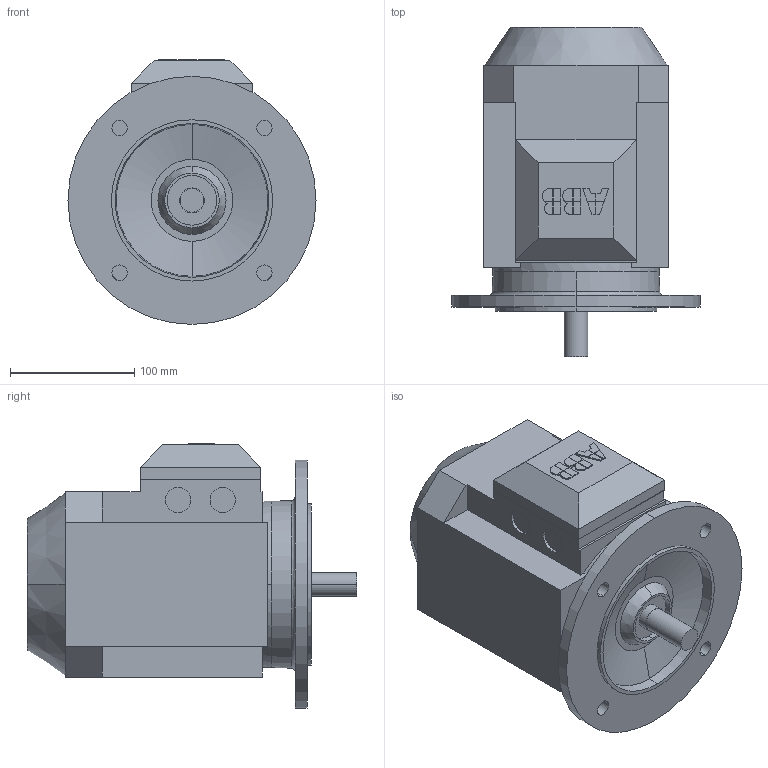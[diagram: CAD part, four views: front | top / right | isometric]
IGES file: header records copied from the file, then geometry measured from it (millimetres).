
Global section: file name: No Iges File Name specified; native system: Autodesk Inventor 2010; preprocessor: AutoDesk Inventor Iges Exporter R2010; author: esu00058; date: 20110215.113610; units: millimetre
Bounding box: 200 x 265.5 x 213.5 mm (x, y, z)
Volume: 4474029.9 mm3; surface area: 214123 mm2
Topology: 1 solids, 1 shells, 161 faces, 390 edges, 256 vertices
Faces by surface type: plane 104, bspline 31, revolution 10, cylinder 10, cone 6
